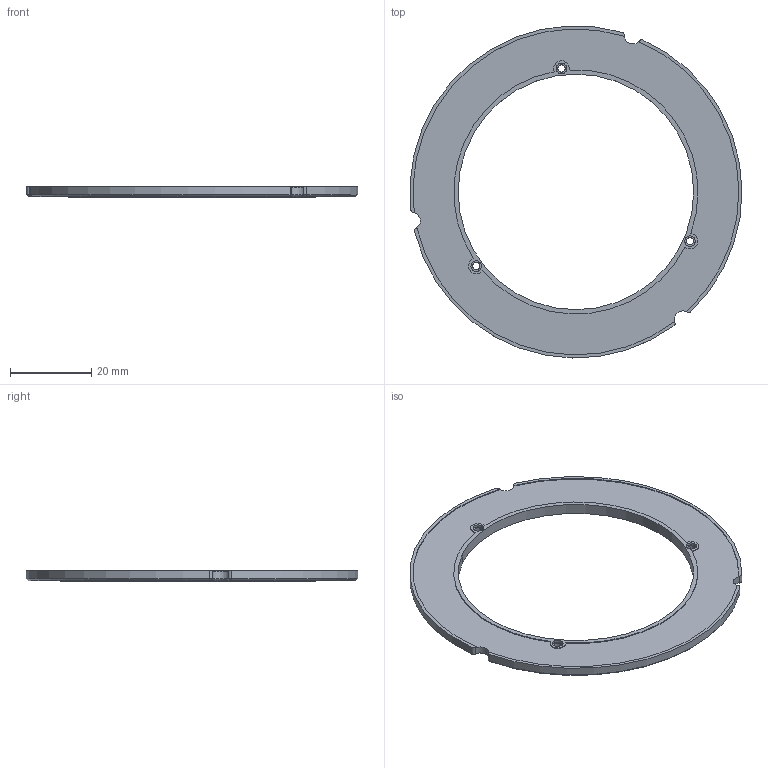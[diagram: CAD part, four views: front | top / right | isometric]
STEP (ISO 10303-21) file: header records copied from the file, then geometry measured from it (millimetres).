
FILE_DESCRIPTION(('Creo Elements/Direct Modeling STEP Export'),'2;1');
FILE_NAME('LA-OPR-S85-58.stp','2016-12-02T17:30:31',(''),(''),'PTC Creo Elements/Direct Modeling STEP processor for AP214 (Solid Model)','PTC Creo Elements/Direct Modeling 19.0 09-May-2014 (C) Parametric Technology GmbH','');
FILE_SCHEMA(('AUTOMOTIVE_DESIGN { 1 0 10303 214 1 1 1 1 }'));
Length unit declared in the file: millimetre
Products named in the file (2): LA-OPR-S85-58
Assembly tree (1 placements, depth 2):
  LA-OPR-S85-58
    LA-OPR-S85-58
Bounding box: 81.74 x 81.75 x 2.7 mm (x, y, z)
Volume: 6044.9 mm3; surface area: 6416.8 mm2
Topology: 1 solids, 1 shells, 75 faces, 194 edges, 126 vertices
Faces by surface type: cylinder 47, plane 16, cone 12
Entity records: 2263 total; most frequent: DIRECTION 406, ORIENTED_EDGE 388, CARTESIAN_POINT 369, EDGE_CURVE 194, AXIS2_PLACEMENT_3D 163, VERTEX_POINT 126, CIRCLE 92, EDGE_LOOP 88
